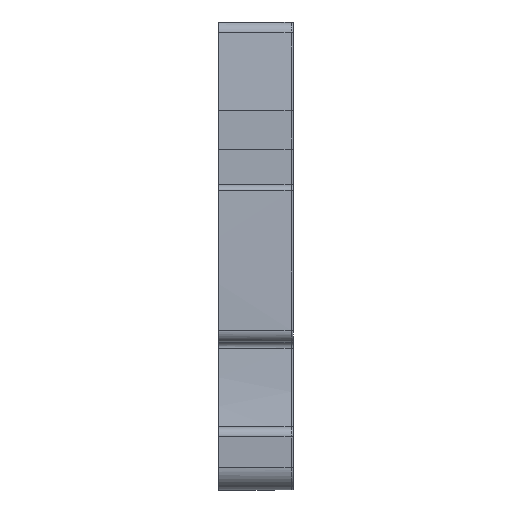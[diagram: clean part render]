
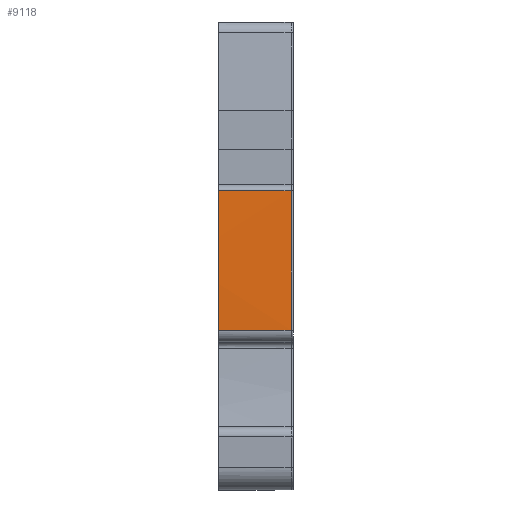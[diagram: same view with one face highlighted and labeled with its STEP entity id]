
A CAD part, front view. The second image highlights one B-rep face of the part: STEP entity #9118.
In plain terms, the highlighted cylindrical face has radius 198.503 mm (diameter 397.006 mm), a partial arc.
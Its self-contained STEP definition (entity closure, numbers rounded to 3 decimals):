
#9098=AXIS2_PLACEMENT_3D('Cylinder Axis2P3D',#9095,#9096,#9097) ;
#9109=AXIS2_PLACEMENT_3D('Circle Axis2P3D',#9107,#9108,$) ;
#3950=CARTESIAN_POINT('Vertex',(6.1,1.674,25.2)) ;
#3954=CARTESIAN_POINT('Control Point',(6.1,1.54,13.45)) ;
#3955=CARTESIAN_POINT('Control Point',(6.1,1.497,15.8)) ;
#3956=CARTESIAN_POINT('Control Point',(6.1,1.489,18.15)) ;
#3957=CARTESIAN_POINT('Control Point',(6.1,1.516,20.502)) ;
#3958=CARTESIAN_POINT('Control Point',(6.1,1.578,22.852)) ;
#3959=CARTESIAN_POINT('Control Point',(6.1,1.674,25.2)) ;
#3960=CARTESIAN_POINT('Vertex',(6.1,1.54,13.45)) ;
#9076=CARTESIAN_POINT('Line Origine',(3.05,1.674,25.2)) ;
#9080=CARTESIAN_POINT('Vertex',(0.,1.674,25.2)) ;
#9095=CARTESIAN_POINT('Axis2P3D Location',(0.025,200.01,17.05)) ;
#9100=CARTESIAN_POINT('Line Origine',(0.025,1.54,13.45)) ;
#9104=CARTESIAN_POINT('Vertex',(0.,1.54,13.45)) ;
#9107=CARTESIAN_POINT('Axis2P3D Location',(0.,200.01,17.05)) ;
#9077=DIRECTION('Vector Direction',(-1.,0.,0.)) ;
#9096=DIRECTION('Axis2P3D Direction',(-1.,0.,0.)) ;
#9097=DIRECTION('Axis2P3D XDirection',(0.,-1.,-0.018)) ;
#9101=DIRECTION('Vector Direction',(-1.,0.,0.)) ;
#9108=DIRECTION('Axis2P3D Direction',(-1.,0.,0.)) ;
#9078=VECTOR('Line Direction',#9077,1.) ;
#9102=VECTOR('Line Direction',#9101,1.) ;
#9113=ORIENTED_EDGE('',*,*,#9106,.T.) ;
#9114=ORIENTED_EDGE('',*,*,#3962,.F.) ;
#9115=ORIENTED_EDGE('',*,*,#9082,.T.) ;
#9116=ORIENTED_EDGE('',*,*,#9111,.F.) ;
#9118=ADVANCED_FACE('MLD',(#9117),#9099,.T.) ;
#3953=B_SPLINE_CURVE_WITH_KNOTS('',5,(#3954,#3955,#3956,#3957,#3958,#3959),.UNSPECIFIED.,.F.,.U.,(6,6),(0.,16.62),.UNSPECIFIED.) ;
#9110=CIRCLE('generated circle',#9109,198.503) ;
#9099=CYLINDRICAL_SURFACE('generated cylinder',#9098,198.503) ;
#3962=EDGE_CURVE('',#3951,#3961,#3953,.F.) ;
#9082=EDGE_CURVE('',#3951,#9081,#9079,.T.) ;
#9106=EDGE_CURVE('',#9105,#3961,#9103,.F.) ;
#9111=EDGE_CURVE('',#9105,#9081,#9110,.T.) ;
#9112=EDGE_LOOP('',(#9113,#9114,#9115,#9116)) ;
#9117=FACE_OUTER_BOUND('',#9112,.T.) ;
#9079=LINE('Line',#9076,#9078) ;
#9103=LINE('Line',#9100,#9102) ;
#3951=VERTEX_POINT('',#3950) ;
#3961=VERTEX_POINT('',#3960) ;
#9081=VERTEX_POINT('',#9080) ;
#9105=VERTEX_POINT('',#9104) ;
